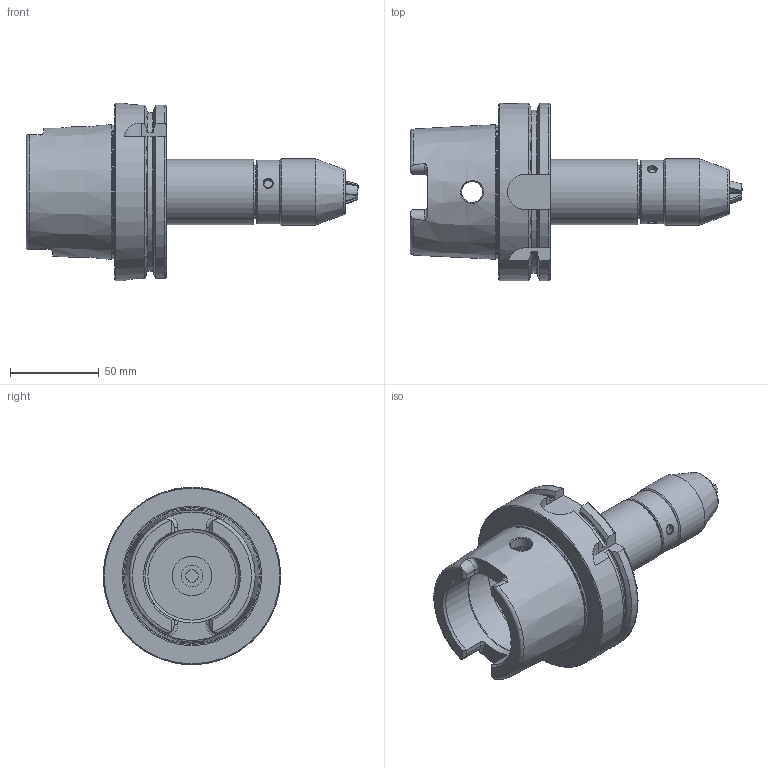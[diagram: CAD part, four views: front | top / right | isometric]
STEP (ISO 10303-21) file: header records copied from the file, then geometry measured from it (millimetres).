
FILE_DESCRIPTION(/* description */ ('','CAx-IF Rec.Pracs.---Representation and Presentation of Product Manufacturing Information (PMI)---4.0---2014-10-13'),/* implementation_level */ '2;1');
FILE_NAME(/* name */ 'HSK100A-NPU8-130.stp',/* time_stamp */ '2025-05-26T07:46:56+09:00',/* author */ ('eos'),/* organization */ (''),/* preprocessor_version */ 'ST-DEVELOPER v20',/* originating_system */ 'Autodesk Inventor 2025',/* authorisation */ '');
FILE_SCHEMA (('AP242_MANAGED_MODEL_BASED_3D_ENGINEERING_MIM_LF { 1 0 10303 442 1 1 4 }'));
Length unit declared in the file: millimetre
Products named in the file (7): LO-HSK100A-NPU8-130; HSK63A; BA12708201001A; 12201-10305F; 12701-106C---; 12201-10700B---; 12701-N0800C---
Assembly tree (8 placements, depth 3):
  LO-HSK100A-NPU8-130
    HSK63A
    BA12708201001A
      12201-10305F  x3
      12701-106C---
      12201-10700B---
      12701-N0800C---
Bounding box: 187.13 x 100 x 100 mm (x, y, z)
Volume: 354259.7 mm3; surface area: 72123.5 mm2
Topology: 7 solids, 7 shells, 228 faces, 572 edges, 372 vertices
Faces by surface type: plane 122, cylinder 50, torus 29, cone 19, bspline 8
Full cylindrical faces by diameter (mm): 5 x3, 7 x1, 10 x1, 12 x3, 17.45 x1, 17.5 x1, 22.376 x1, 25 x1, 30 x1, 30.5 x1, 30.8 x1, 31.8 x1, 36 x1, 37 x1, 37.5 x1, 53 x2, 63 x1, 75.415 x1, 100 x1
Entity records: 8885 total; most frequent: CARTESIAN_POINT 3633, DIRECTION 1085, ORIENTED_EDGE 880, AXIS2_PLACEMENT_3D 454, EDGE_CURVE 440, VERTEX_POINT 286, EDGE_LOOP 198, CIRCLE 188
